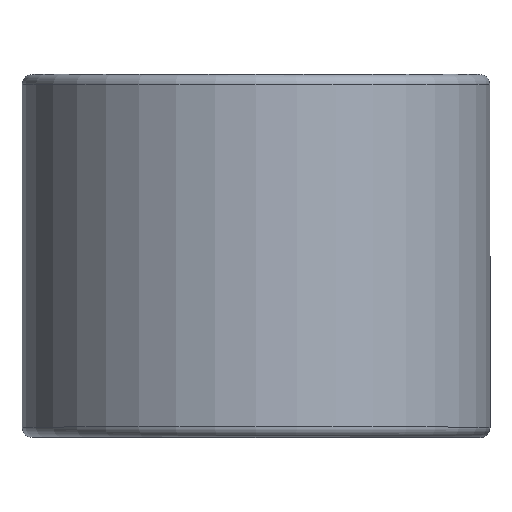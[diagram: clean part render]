
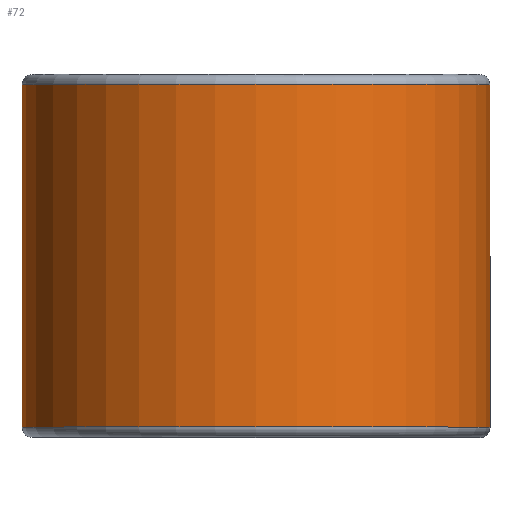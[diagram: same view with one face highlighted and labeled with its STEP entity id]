
A CAD part, top view. The second image highlights one B-rep face of the part: STEP entity #72.
In plain terms, the highlighted cylindrical face has radius 17.399 mm (diameter 34.798 mm), a partial arc.
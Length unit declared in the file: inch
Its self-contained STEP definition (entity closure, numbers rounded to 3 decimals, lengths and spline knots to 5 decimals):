
#51 = CARTESIAN_POINT ( 'NONE',  ( 0., -0.50125, 0. ) ) ;
#72 = ADVANCED_FACE ( 'NONE', ( #139 ), #263, .T. ) ;
#129 = ORIENTED_EDGE ( 'NONE', *, *, #917, .F. ) ;
#139 = FACE_OUTER_BOUND ( 'NONE', #490, .T. ) ;
#231 = CIRCLE ( 'NONE', #1342, 0.685 ) ;
#247 = DIRECTION ( 'NONE',  ( 0., 0., -1. ) ) ;
#250 = DIRECTION ( 'NONE',  ( 0., -1., 0. ) ) ;
#263 = CYLINDRICAL_SURFACE ( 'NONE', #380, 0.685 ) ;
#267 = CARTESIAN_POINT ( 'NONE',  ( 0.685, 0.50125, 0. ) ) ;
#380 = AXIS2_PLACEMENT_3D ( 'NONE', #1243, #1455, #522 ) ;
#490 = EDGE_LOOP ( 'NONE', ( #2157, #528, #2174, #129 ) ) ;
#522 = DIRECTION ( 'NONE',  ( 0., 0., -1. ) ) ;
#528 = ORIENTED_EDGE ( 'NONE', *, *, #2037, .T. ) ;
#639 = VECTOR ( 'NONE', #891, 39.37008 ) ;
#674 = LINE ( 'NONE', #2060, #639 ) ;
#891 = DIRECTION ( 'NONE',  ( 0., 1., 0. ) ) ;
#917 = EDGE_CURVE ( 'NONE', #1404, #1027, #2335, .T. ) ;
#1027 = VERTEX_POINT ( 'NONE', #1044 ) ;
#1044 = CARTESIAN_POINT ( 'NONE',  ( 0., -0.50125, -0.685 ) ) ;
#1243 = CARTESIAN_POINT ( 'NONE',  ( 0., 0.5, 0. ) ) ;
#1342 = AXIS2_PLACEMENT_3D ( 'NONE', #1401, #250, #1566 ) ;
#1380 = EDGE_CURVE ( 'NONE', #1027, #1522, #674, .T. ) ;
#1387 = DIRECTION ( 'NONE',  ( 0., -1., 0. ) ) ;
#1401 = CARTESIAN_POINT ( 'NONE',  ( 0., 0.50125, 0. ) ) ;
#1404 = VERTEX_POINT ( 'NONE', #2279 ) ;
#1455 = DIRECTION ( 'NONE',  ( 0., -1., 0. ) ) ;
#1475 = AXIS2_PLACEMENT_3D ( 'NONE', #51, #1387, #247 ) ;
#1522 = VERTEX_POINT ( 'NONE', #1802 ) ;
#1566 = DIRECTION ( 'NONE',  ( 0., 0., -1. ) ) ;
#1748 = CARTESIAN_POINT ( 'NONE',  ( 0.685, 0.50125, 0. ) ) ;
#1802 = CARTESIAN_POINT ( 'NONE',  ( 0., 0.50125, -0.685 ) ) ;
#1895 = DIRECTION ( 'NONE',  ( 0., 1., 0. ) ) ;
#2037 = EDGE_CURVE ( 'NONE', #2105, #1522, #231, .T. ) ;
#2054 = EDGE_CURVE ( 'NONE', #1404, #2105, #2291, .T. ) ;
#2060 = CARTESIAN_POINT ( 'NONE',  ( 0., 0.50125, -0.685 ) ) ;
#2105 = VERTEX_POINT ( 'NONE', #267 ) ;
#2157 = ORIENTED_EDGE ( 'NONE', *, *, #2054, .T. ) ;
#2174 = ORIENTED_EDGE ( 'NONE', *, *, #1380, .F. ) ;
#2268 = VECTOR ( 'NONE', #1895, 39.37008 ) ;
#2279 = CARTESIAN_POINT ( 'NONE',  ( 0.685, -0.50125, 0. ) ) ;
#2291 = LINE ( 'NONE', #1748, #2268 ) ;
#2335 = CIRCLE ( 'NONE', #1475, 0.685 ) ;
